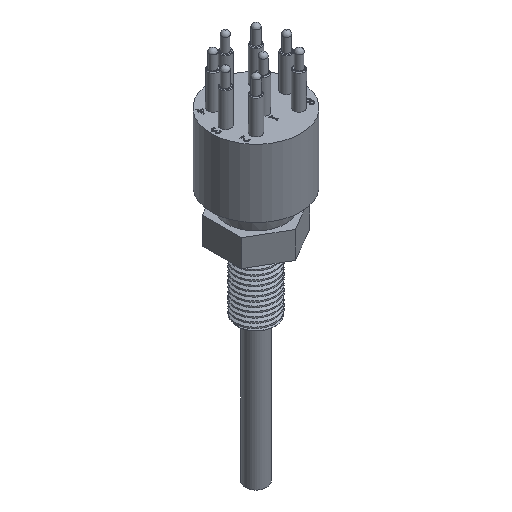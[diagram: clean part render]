
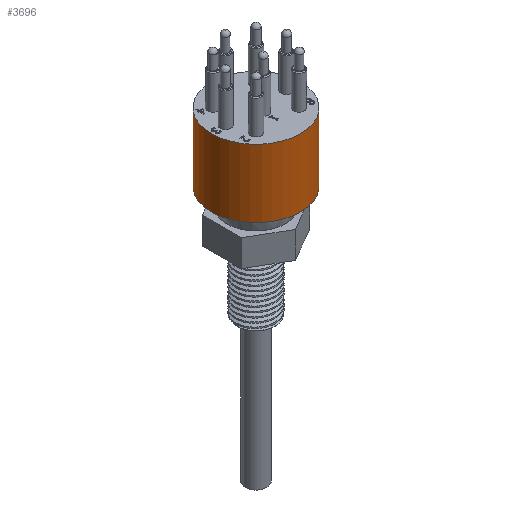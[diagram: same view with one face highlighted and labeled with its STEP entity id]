
A CAD part, isometric view. The second image highlights one B-rep face of the part: STEP entity #3696.
In plain terms, the highlighted cylindrical face has radius 12.5 mm (diameter 25 mm), a full revolution.
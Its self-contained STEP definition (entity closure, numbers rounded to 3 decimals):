
#41=CYLINDRICAL_SURFACE($,#3886,12.5);
#53=CIRCLE($,#3770,12.5);
#108=CIRCLE($,#3887,12.5);
#266=FACE_BOUND($,#751,.T.);
#472=FACE_OUTER_BOUND($,#750,.T.);
#750=EDGE_LOOP($,(#3302));
#751=EDGE_LOOP($,(#3303));
#1742=VERTEX_POINT($,#6689);
#1815=VERTEX_POINT($,#9203);
#2230=EDGE_CURVE($,#1742,#1742,#53,.T.);
#2314=EDGE_CURVE($,#1815,#1815,#108,.T.);
#3302=ORIENTED_EDGE($,*,*,#2314,.T.);
#3303=ORIENTED_EDGE($,*,*,#2230,.T.);
#3696=ADVANCED_FACE($,(#472,#266),#41,.T.);
#3770=AXIS2_PLACEMENT_3D($,#6690,#4278,#4279);
#3886=AXIS2_PLACEMENT_3D($,#9202,#4528,#4529);
#3887=AXIS2_PLACEMENT_3D($,#9204,#4530,#4531);
#4278=DIRECTION('center_axis',(0.,0.,-1.));
#4279=DIRECTION('ref_axis',(-1.,0.,0.));
#4528=DIRECTION('center_axis',(0.,0.,-1.));
#4529=DIRECTION('ref_axis',(-1.,0.,0.));
#4530=DIRECTION('center_axis',(0.,0.,1.));
#4531=DIRECTION('ref_axis',(-1.,0.,0.));
#6689=CARTESIAN_POINT('',(12.5,0.,14.));
#6690=CARTESIAN_POINT('Origin',(0.,0.,14.));
#9202=CARTESIAN_POINT('Origin',(0.,0.,14.));
#9203=CARTESIAN_POINT('',(12.5,0.,-5.));
#9204=CARTESIAN_POINT('Origin',(0.,0.,-5.));
